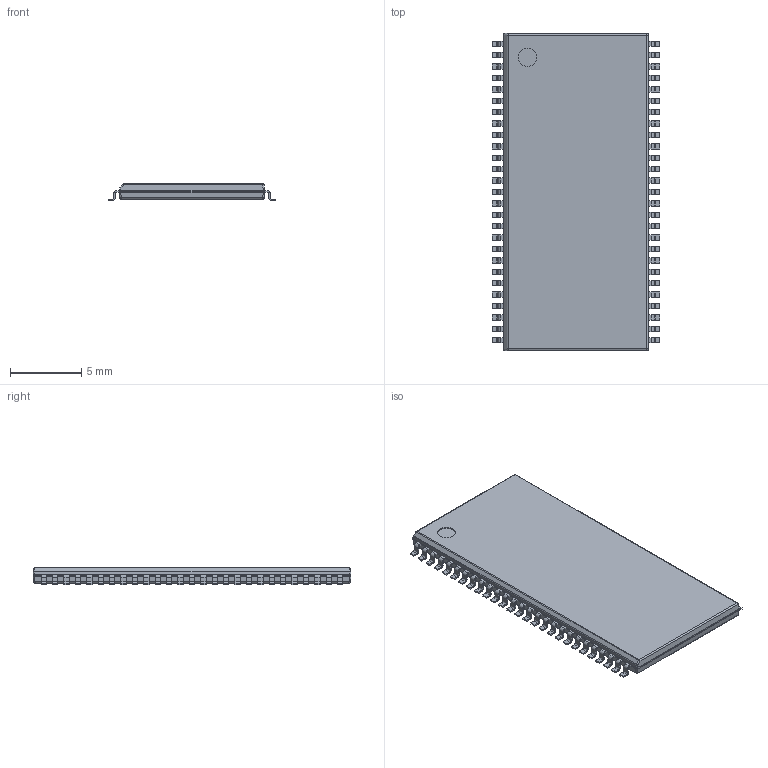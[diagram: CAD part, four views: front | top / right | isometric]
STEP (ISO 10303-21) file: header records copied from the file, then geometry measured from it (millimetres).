
FILE_DESCRIPTION(('Open CASCADE Model'),'2;1');
FILE_NAME('Open CASCADE Shape Model','2024-04-24T18:50:38',('Author'),( 'Open CASCADE'),'Open CASCADE STEP processor 7.5','Open CASCADE 7.5' ,'Unknown');
FILE_SCHEMA(('AUTOMOTIVE_DESIGN { 1 0 10303 214 1 1 1 1 }'));
Length unit declared in the file: millimetre
Products named in the file (7): PCB; Designator1; 13258818560; Open CASCADE STEP translator 7.5 4.1; Body; Open CASCADE STEP translator 7.5 4.2.1; Leader
Assembly tree (58 placements, depth 4):
  PCB
  Designator1
    13258818560
      Open CASCADE STEP translator 7.5 4.1
      Body
        Open CASCADE STEP translator 7.5 4.2.1
      Leader  x54
Bounding box: 11.76 x 22.3 x 1.2 mm (x, y, z)
Volume: 250 mm3; surface area: 582.7 mm2
Topology: 55 solids, 56 shells, 1255 faces, 2514 edges, 1361 vertices
Faces by surface type: plane 989, cylinder 248, sphere 10, bspline 8
Full cylindrical faces by diameter (mm): 1.275 x1
Entity records: 3427 total; most frequent: CARTESIAN_POINT 1241, DIRECTION 461, ORIENTED_EDGE 343, AXIS2_PLACEMENT_3D 181, EDGE_CURVE 172, LINE 99, VECTOR 99, FACE_BOUND 90
